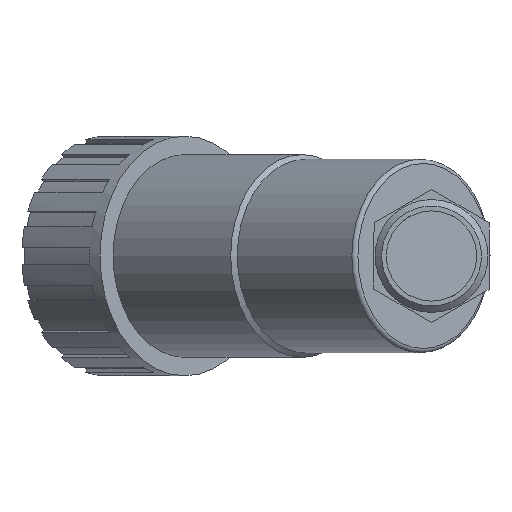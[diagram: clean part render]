
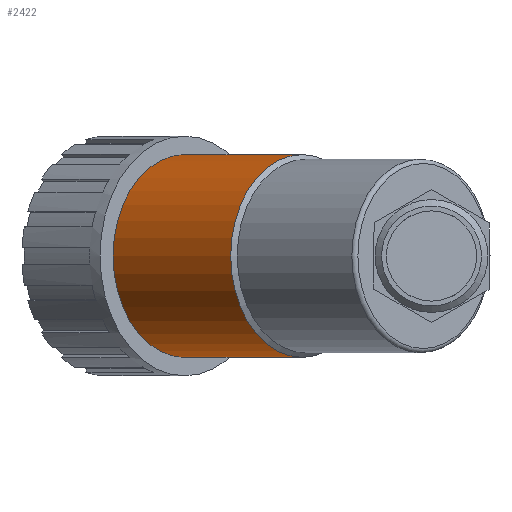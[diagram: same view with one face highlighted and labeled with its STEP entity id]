
A CAD part, left-side view. The second image highlights one B-rep face of the part: STEP entity #2422.
In plain terms, the highlighted cylindrical face has radius 23.76 mm (diameter 47.52 mm), a full revolution.
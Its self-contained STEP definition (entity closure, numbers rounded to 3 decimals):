
#508=CYLINDRICAL_SURFACE('',#2654,23.76);
#630=FACE_BOUND('',#894,.T.);
#744=FACE_OUTER_BOUND('',#893,.T.);
#893=EDGE_LOOP('',(#2146));
#894=EDGE_LOOP('',(#2147));
#1052=CIRCLE('',#2653,23.76);
#1053=CIRCLE('',#2655,23.76);
#1241=VERTEX_POINT('',#4046);
#1242=VERTEX_POINT('',#4049);
#1558=EDGE_CURVE('',#1241,#1241,#1052,.T.);
#1559=EDGE_CURVE('',#1242,#1242,#1053,.T.);
#2146=ORIENTED_EDGE('',*,*,#1558,.T.);
#2147=ORIENTED_EDGE('',*,*,#1559,.F.);
#2422=ADVANCED_FACE('',(#744,#630),#508,.T.);
#2653=AXIS2_PLACEMENT_3D('',#4047,#3242,#3243);
#2654=AXIS2_PLACEMENT_3D('',#4048,#3244,#3245);
#2655=AXIS2_PLACEMENT_3D('',#4050,#3246,#3247);
#3242=DIRECTION('center_axis',(0.707,0.707,0.));
#3243=DIRECTION('ref_axis',(0.707,-0.707,0.));
#3244=DIRECTION('center_axis',(0.707,0.707,0.));
#3245=DIRECTION('ref_axis',(-0.707,0.707,0.));
#3246=DIRECTION('center_axis',(0.707,0.707,0.));
#3247=DIRECTION('ref_axis',(0.707,-0.707,0.));
#4046=CARTESIAN_POINT('',(-11.121,47.051,0.));
#4047=CARTESIAN_POINT('Origin',(5.68,30.25,0.));
#4048=CARTESIAN_POINT('Origin',(19.463,44.033,0.));
#4049=CARTESIAN_POINT('',(16.445,74.617,0.));
#4050=CARTESIAN_POINT('Origin',(33.246,57.816,0.));
